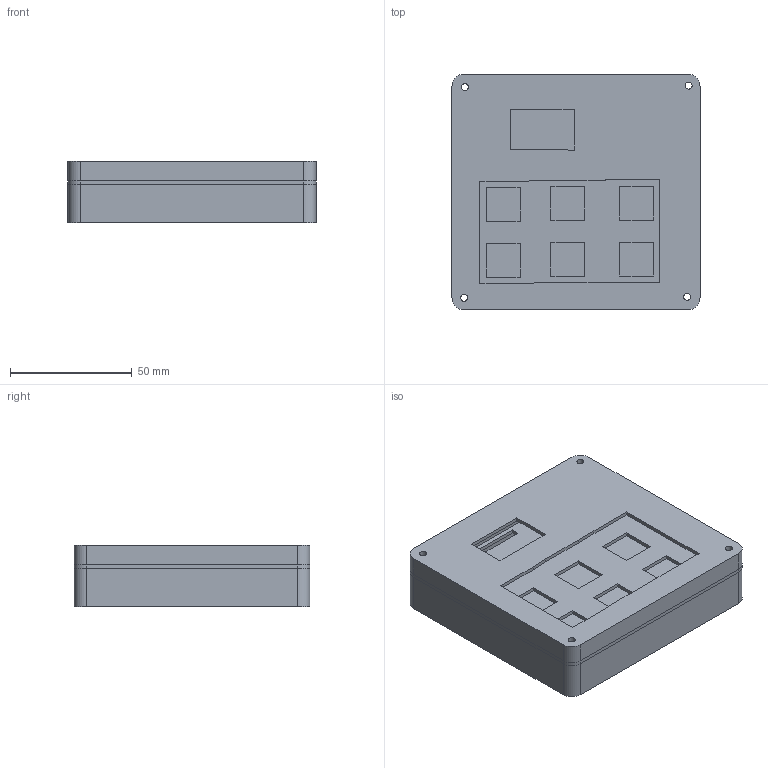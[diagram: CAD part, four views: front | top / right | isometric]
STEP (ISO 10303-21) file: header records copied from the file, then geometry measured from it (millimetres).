
FILE_DESCRIPTION(/* description */ ('STEP AP242','CAx-IF Rec.Pracs.---Representation and Presentation of Product Manufacturing Information (PMI)---4.0---2014-10-13','CAx-IF Rec.Pracs.---3D Tessellated Geometry---0.4---2014-09-14','2;1'),/* implementation_level */ '2;1');
FILE_NAME(/* name */ '671a04e0c2140f176d9310c5',/* time_stamp */ '2024-10-24T08:27:13Z',/* author */ (''),/* organization */ (''),/* preprocessor_version */ 'ST-DEVELOPER v20',/* originating_system */ ' ',/* authorisation */ ' ');
FILE_SCHEMA (('AP242_MANAGED_MODEL_BASED_3D_ENGINEERING_MIM_LF { 1 0 10303 442 1 1 4 }'));
Length unit declared in the file: metre
Products named in the file (4): Part 2; Part 1; Part 4; Part 3
Bounding box: 102 x 97 x 25.19 mm (x, y, z)
Volume: 123992 mm3; surface area: 80980.6 mm2
Topology: 4 solids, 4 shells, 131 faces, 348 edges, 232 vertices
Faces by surface type: plane 95, cylinder 36
Full cylindrical faces by diameter (mm): 2.9 x12, 5.8 x4
Entity records: 4162 total; most frequent: CARTESIAN_POINT 699, DIRECTION 674, ORIENTED_EDGE 664, EDGE_CURVE 332, LINE 260, VECTOR 260, VERTEX_POINT 232, AXIS2_PLACEMENT_3D 207
